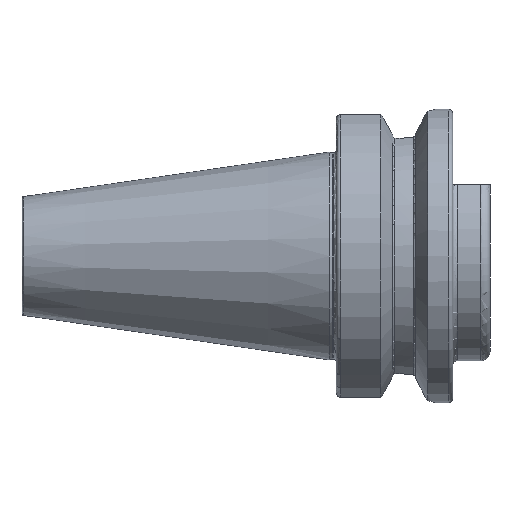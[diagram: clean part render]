
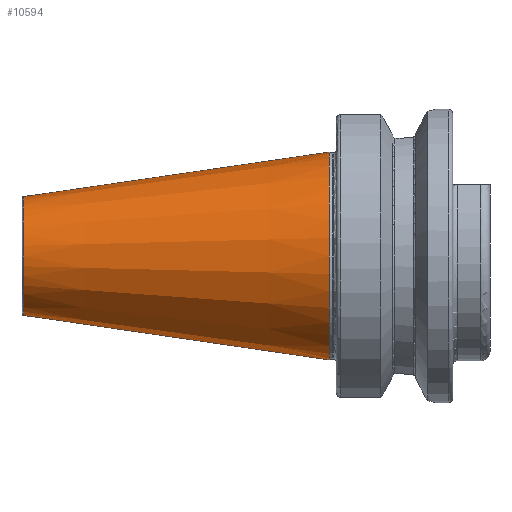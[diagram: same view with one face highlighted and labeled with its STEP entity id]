
A CAD part, front view. The second image highlights one B-rep face of the part: STEP entity #10594.
In plain terms, the highlighted conical face has half-angle 8.297 degrees and reference radius 22.298 mm.
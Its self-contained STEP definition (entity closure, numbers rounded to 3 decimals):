
#2809 = DIRECTION ( 'NONE',  ( 0., 0., -1. ) ) ;
#2822 = DIRECTION ( 'NONE',  ( 1., 0., 0. ) ) ;
#2833 = CARTESIAN_POINT ( 'NONE',  ( -66.972, 0., 0. ) ) ;
#4597 = ORIENTED_EDGE ( 'NONE', *, *, #7244, .T. ) ;
#4612 = ORIENTED_EDGE ( 'NONE', *, *, #7364, .T. ) ;
#4653 = ORIENTED_EDGE ( 'NONE', *, *, #7352, .F. ) ;
#4714 = ORIENTED_EDGE ( 'NONE', *, *, #7526, .F. ) ;
#7244 = EDGE_CURVE ( 'NONE', #7585, #7620, #9575, .T. ) ;
#7352 = EDGE_CURVE ( 'NONE', #7585, #7617, #21381, .T. ) ;
#7364 = EDGE_CURVE ( 'NONE', #7620, #7596, #21435, .T. ) ;
#7526 = EDGE_CURVE ( 'NONE', #7617, #7596, #21497, .T. ) ;
#7585 = VERTEX_POINT ( 'NONE', #15367 ) ;
#7596 = VERTEX_POINT ( 'NONE', #15386 ) ;
#7617 = VERTEX_POINT ( 'NONE', #15387 ) ;
#7620 = VERTEX_POINT ( 'NONE', #15370 ) ;
#9575 = CIRCLE ( 'NONE', #17737, 12.75 ) ;
#10594 = ADVANCED_FACE ( 'NONE', ( #21543 ), #21569, .T. ) ;
#14998 = DIRECTION ( 'NONE',  ( 1., 0., 0. ) ) ;
#15018 = DIRECTION ( 'NONE',  ( 0., 0., -1. ) ) ;
#15042 = CARTESIAN_POINT ( 'NONE',  ( -1.5, 0., 0. ) ) ;
#15367 = CARTESIAN_POINT ( 'NONE',  ( -66.972, 0., 12.75 ) ) ;
#15370 = CARTESIAN_POINT ( 'NONE',  ( -66.972, 0., -12.75 ) ) ;
#15386 = CARTESIAN_POINT ( 'NONE',  ( -1.5, 0., -22.298 ) ) ;
#15387 = CARTESIAN_POINT ( 'NONE',  ( -1.5, 0., 22.298 ) ) ;
#16758 = DIRECTION ( 'NONE',  ( 0., 0., -1. ) ) ;
#16768 = CARTESIAN_POINT ( 'NONE',  ( -1.5, 0., 0. ) ) ;
#16783 = DIRECTION ( 'NONE',  ( 1., 0., 0. ) ) ;
#17564 = AXIS2_PLACEMENT_3D ( 'NONE', #15042, #14998, #15018 ) ;
#17596 = AXIS2_PLACEMENT_3D ( 'NONE', #16768, #16783, #16758 ) ;
#17737 = AXIS2_PLACEMENT_3D ( 'NONE', #2833, #2822, #2809 ) ;
#18425 = EDGE_LOOP ( 'NONE', ( #4653, #4597, #4612, #4714 ) ) ;
#18740 = CARTESIAN_POINT ( 'NONE',  ( -1.5, 0., 22.298 ) ) ;
#18777 = DIRECTION ( 'NONE',  ( 0.99, 0., 0.144 ) ) ;
#18811 = DIRECTION ( 'NONE',  ( 0.99, 0., -0.144 ) ) ;
#18902 = CARTESIAN_POINT ( 'NONE',  ( -1.5, 0., -22.298 ) ) ;
#21359 = VECTOR ( 'NONE', #18777, 1000. ) ;
#21381 = LINE ( 'NONE', #18740, #21359 ) ;
#21400 = VECTOR ( 'NONE', #18811, 1000. ) ;
#21435 = LINE ( 'NONE', #18902, #21400 ) ;
#21497 = CIRCLE ( 'NONE', #17564, 22.298 ) ;
#21543 = FACE_OUTER_BOUND ( 'NONE', #18425, .T. ) ;
#21569 = CONICAL_SURFACE ( 'NONE', #17596, 22.298, 0.145 ) ;
